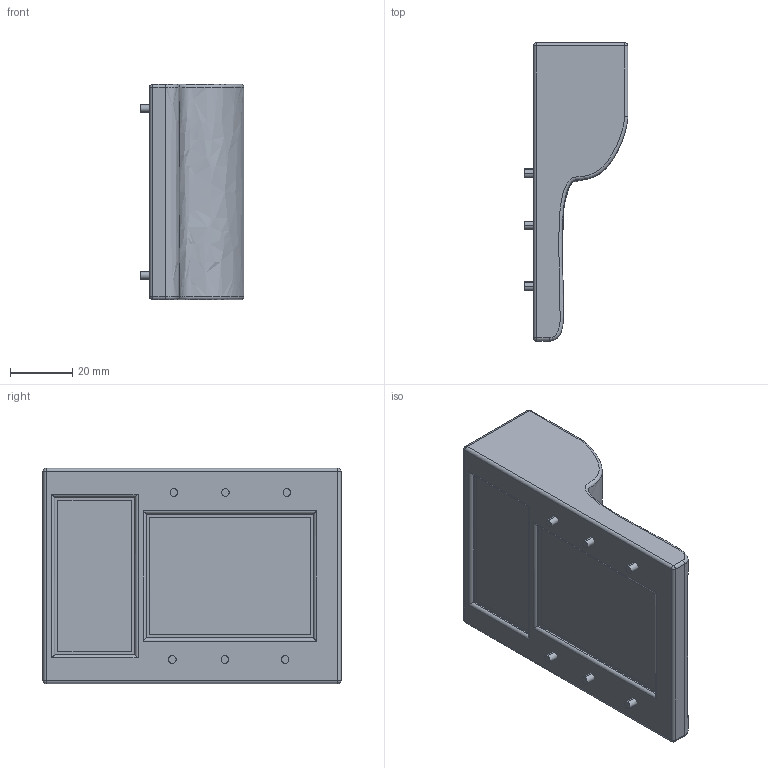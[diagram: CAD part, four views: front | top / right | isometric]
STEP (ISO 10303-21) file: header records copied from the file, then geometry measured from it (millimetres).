
FILE_DESCRIPTION (( 'STEP AP214' ), '1' );
FILE_NAME ('cat_portrait_tact_draft.STEP', '2024-09-21T02:01:59', ( '' ), ( '' ), 'SwSTEP 2.0', 'SolidWorks 2022', '' );
FILE_SCHEMA (( 'AUTOMOTIVE_DESIGN' ));
Length unit declared in the file: millimetre
Products named in the file (8): portrait_tact_case; epaper; ch240qv23a_lcd; tact_switch; cat_portrait_tact_draft; pcb; sen66_standin; 18650_battery
Assembly tree (12 placements, depth 2):
  cat_portrait_tact_draft
    pcb
    sen66_standin
    ch240qv23a_lcd
    epaper
    portrait_tact_case
    18650_battery
    tact_switch  x6
Bounding box: 33.23 x 95.5 x 69 mm (x, y, z)
Volume: 82504.9 mm3; surface area: 63272.5 mm2
Topology: 14 solids, 14 shells, 841 faces, 2145 edges, 1400 vertices
Faces by surface type: plane 554, cylinder 229, bspline 52, sphere 6
Entity records: 9386 total; most frequent: CARTESIAN_POINT 2448, DIRECTION 1191, ORIENTED_EDGE 1178, EDGE_CURVE 589, VECTOR 457, LINE 457, VERTEX_POINT 380, AXIS2_PLACEMENT_3D 367
